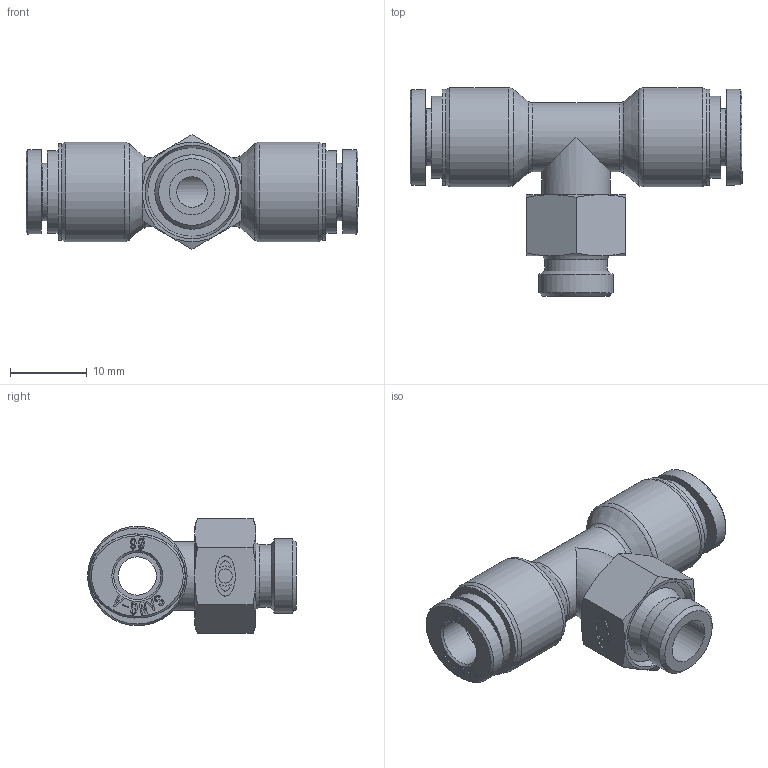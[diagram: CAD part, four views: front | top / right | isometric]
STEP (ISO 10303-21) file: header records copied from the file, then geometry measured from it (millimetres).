
FILE_DESCRIPTION((''),'2;1');
FILE_NAME('F-PT 06G01.stp','2020-11-24T18:38:27',('Administrator'),(''),'Autodesk Inventor 2013','Autodesk Inventor 2013','');
FILE_SCHEMA(('CONFIG_CONTROL_DESIGN'));
Length unit declared in the file: millimetre
Products named in the file (4): 조립품21; F-PT 0601 BODY; F-SLEEVE 06(SUS); F-BODY G01(SUS) 
Assembly tree (4 placements, depth 2):
  조립품21
    F-PT 0601 BODY
    F-SLEEVE 06(SUS)  x2
    F-BODY G01(SUS) 
Bounding box: 43.4 x 27.3 x 15.01 mm (x, y, z)
Volume: 4435.3 mm3; surface area: 4308.2 mm2
Topology: 4 solids, 4 shells, 460 faces, 1195 edges, 788 vertices
Faces by surface type: bspline 207, plane 203, cone 24, cylinder 22, torus 4
Full cylindrical faces by diameter (mm): 1.841 x1, 4 x1, 5 x1, 6 x1, 6.15 x2, 6.2 x2, 7.5 x2, 8.2 x1, 9 x2, 9.728 x1, 10.75 x2, 12.55 x2, 13 x2
Entity records: 9197 total; most frequent: CARTESIAN_POINT 2866, ORIENTED_EDGE 1452, DIRECTION 874, EDGE_CURVE 726, VERTEX_POINT 496, VECTOR 384, LINE 384, EDGE_LOOP 370
